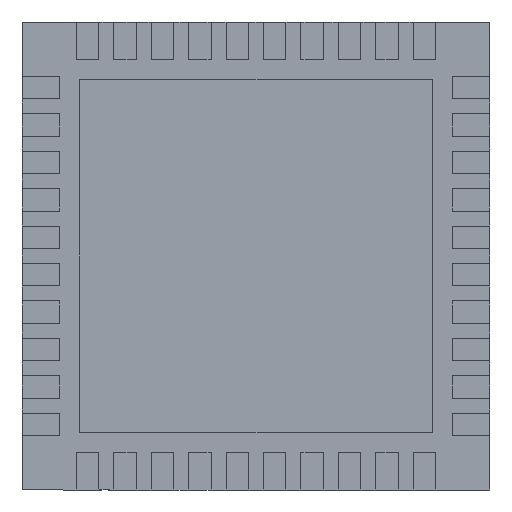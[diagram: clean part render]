
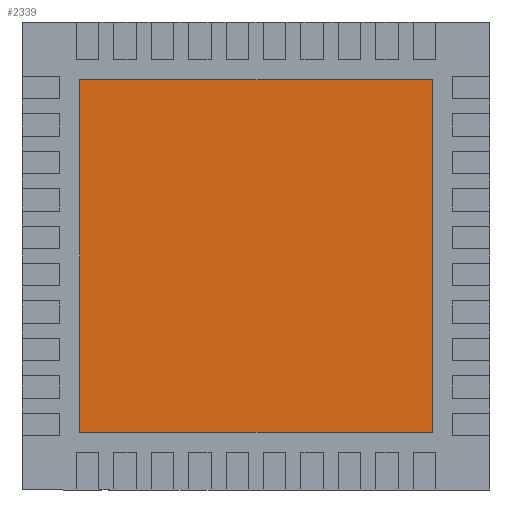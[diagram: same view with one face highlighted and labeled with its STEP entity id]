
A CAD part, front view. The second image highlights one B-rep face of the part: STEP entity #2339.
In plain terms, the highlighted planar face has unit normal (0, -1, 0).
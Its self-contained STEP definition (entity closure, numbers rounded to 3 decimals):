
#83 = DIRECTION ( 'NONE',  ( 1., 0., 0. ) ) ;
#1197 = PLANE ( 'NONE',  #8213 ) ;
#1363 = CARTESIAN_POINT ( 'NONE',  ( -1.885, 0., -1.885 ) ) ;
#1580 = CARTESIAN_POINT ( 'NONE',  ( -1.885, 0., 1.885 ) ) ;
#1993 = LINE ( 'NONE', #2239, #10080 ) ;
#2006 = VECTOR ( 'NONE', #83, 1000. ) ;
#2104 = FACE_OUTER_BOUND ( 'NONE', #5780, .T. ) ;
#2239 = CARTESIAN_POINT ( 'NONE',  ( 1.885, 0., -1.885 ) ) ;
#2321 = CARTESIAN_POINT ( 'NONE',  ( -1.885, 0., -1.885 ) ) ;
#2339 = ADVANCED_FACE ( 'NONE', ( #2104 ), #1197, .T. ) ;
#2593 = VECTOR ( 'NONE', #11332, 1000. ) ;
#2622 = LINE ( 'NONE', #3914, #2006 ) ;
#2735 = CARTESIAN_POINT ( 'NONE',  ( 1.885, 0., 1.885 ) ) ;
#3914 = CARTESIAN_POINT ( 'NONE',  ( 1.885, 0., -1.885 ) ) ;
#3926 = VERTEX_POINT ( 'NONE', #2321 ) ;
#4029 = DIRECTION ( 'NONE',  ( 0., 0., -1. ) ) ;
#4419 = ORIENTED_EDGE ( 'NONE', *, *, #5228, .T. ) ;
#5228 = EDGE_CURVE ( 'NONE', #3926, #9044, #2622, .T. ) ;
#5780 = EDGE_LOOP ( 'NONE', ( #6055, #4419, #9228, #9722 ) ) ;
#6055 = ORIENTED_EDGE ( 'NONE', *, *, #7415, .T. ) ;
#6312 = EDGE_CURVE ( 'NONE', #9044, #7384, #1993, .T. ) ;
#6785 = CARTESIAN_POINT ( 'NONE',  ( 1.885, 0., -1.885 ) ) ;
#6833 = EDGE_CURVE ( 'NONE', #7384, #9480, #8693, .T. ) ;
#6854 = CARTESIAN_POINT ( 'NONE',  ( 0., 0., 0. ) ) ;
#7147 = CARTESIAN_POINT ( 'NONE',  ( 1.885, 0., 1.885 ) ) ;
#7384 = VERTEX_POINT ( 'NONE', #7147 ) ;
#7415 = EDGE_CURVE ( 'NONE', #9480, #3926, #10647, .T. ) ;
#7895 = DIRECTION ( 'NONE',  ( 0., -1., 0. ) ) ;
#8213 = AXIS2_PLACEMENT_3D ( 'NONE', #6854, #7895, #4029 ) ;
#8693 = LINE ( 'NONE', #2735, #2593 ) ;
#8950 = DIRECTION ( 'NONE',  ( 0., 0., 1. ) ) ;
#9044 = VERTEX_POINT ( 'NONE', #6785 ) ;
#9228 = ORIENTED_EDGE ( 'NONE', *, *, #6312, .T. ) ;
#9480 = VERTEX_POINT ( 'NONE', #1580 ) ;
#9722 = ORIENTED_EDGE ( 'NONE', *, *, #6833, .T. ) ;
#10080 = VECTOR ( 'NONE', #8950, 1000. ) ;
#10647 = LINE ( 'NONE', #1363, #11390 ) ;
#11000 = DIRECTION ( 'NONE',  ( 0., 0., -1. ) ) ;
#11332 = DIRECTION ( 'NONE',  ( -1., 0., 0. ) ) ;
#11390 = VECTOR ( 'NONE', #11000, 1000. ) ;
